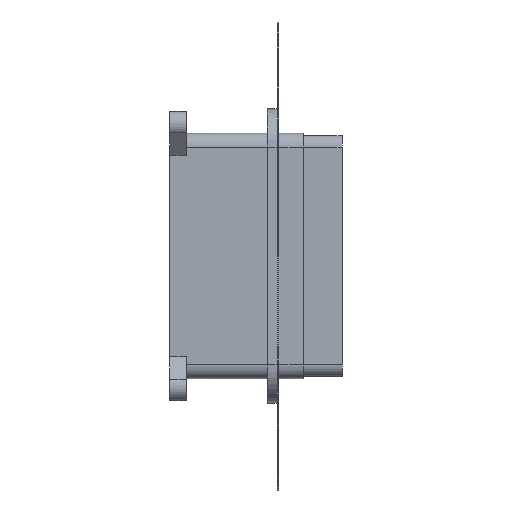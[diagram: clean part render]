
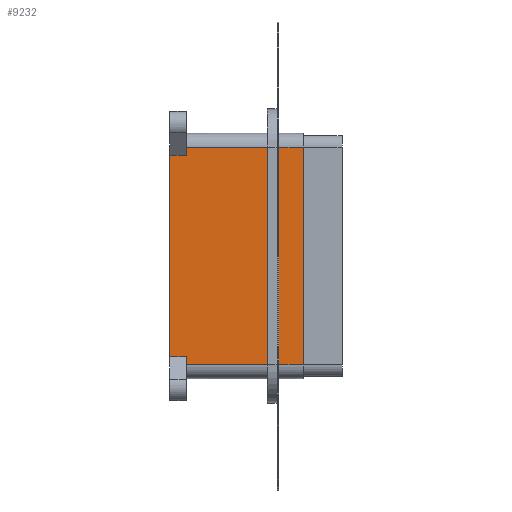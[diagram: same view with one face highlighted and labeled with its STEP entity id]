
A CAD part, left-side view. The second image highlights one B-rep face of the part: STEP entity #9232.
In plain terms, the highlighted planar face has unit normal (-1, 0, 0).
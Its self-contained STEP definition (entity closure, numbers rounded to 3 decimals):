
#647=FACE_BOUND('',#1429,.T.);
#648=FACE_BOUND('',#1430,.T.);
#649=FACE_BOUND('',#1431,.T.);
#948=FACE_OUTER_BOUND('',#1428,.T.);
#1428=EDGE_LOOP('',(#6277,#6278,#6279,#6280,#6281,#6282,#6283,#6284));
#1429=EDGE_LOOP('',(#6285,#6286,#6287,#6288));
#1430=EDGE_LOOP('',(#6289,#6290,#6291,#6292));
#1431=EDGE_LOOP('',(#6293,#6294,#6295,#6296));
#2211=LINE('',#13360,#3133);
#2212=LINE('',#13362,#3134);
#2213=LINE('',#13364,#3135);
#2214=LINE('',#13366,#3136);
#2215=LINE('',#13368,#3137);
#2216=LINE('',#13370,#3138);
#2217=LINE('',#13372,#3139);
#2218=LINE('',#13373,#3140);
#2219=LINE('',#13376,#3141);
#2220=LINE('',#13378,#3142);
#2221=LINE('',#13380,#3143);
#2222=LINE('',#13381,#3144);
#2223=LINE('',#13384,#3145);
#2224=LINE('',#13386,#3146);
#2225=LINE('',#13388,#3147);
#2226=LINE('',#13389,#3148);
#2227=LINE('',#13392,#3149);
#2228=LINE('',#13394,#3150);
#2229=LINE('',#13396,#3151);
#2230=LINE('',#13397,#3152);
#3133=VECTOR('',#10638,123.999);
#3134=VECTOR('',#10639,10.);
#3135=VECTOR('',#10640,5.);
#3136=VECTOR('',#10641,72.);
#3137=VECTOR('',#10642,134.);
#3138=VECTOR('',#10643,72.);
#3139=VECTOR('',#10644,5.);
#3140=VECTOR('',#10645,10.);
#3141=VECTOR('',#10646,10.);
#3142=VECTOR('',#10647,6.);
#3143=VECTOR('',#10648,3.);
#3144=VECTOR('',#10649,6.);
#3145=VECTOR('',#10650,6.);
#3146=VECTOR('',#10651,3.);
#3147=VECTOR('',#10652,6.);
#3148=VECTOR('',#10653,3.);
#3149=VECTOR('',#10654,3.);
#3150=VECTOR('',#10655,6.);
#3151=VECTOR('',#10656,3.);
#3152=VECTOR('',#10657,6.);
#4055=VERTEX_POINT('',#13358);
#4056=VERTEX_POINT('',#13359);
#4057=VERTEX_POINT('',#13361);
#4058=VERTEX_POINT('',#13363);
#4059=VERTEX_POINT('',#13365);
#4060=VERTEX_POINT('',#13367);
#4061=VERTEX_POINT('',#13369);
#4062=VERTEX_POINT('',#13371);
#4063=VERTEX_POINT('',#13374);
#4064=VERTEX_POINT('',#13375);
#4065=VERTEX_POINT('',#13377);
#4066=VERTEX_POINT('',#13379);
#4067=VERTEX_POINT('',#13382);
#4068=VERTEX_POINT('',#13383);
#4069=VERTEX_POINT('',#13385);
#4070=VERTEX_POINT('',#13387);
#4071=VERTEX_POINT('',#13390);
#4072=VERTEX_POINT('',#13391);
#4073=VERTEX_POINT('',#13393);
#4074=VERTEX_POINT('',#13395);
#4939=EDGE_CURVE('',#4055,#4056,#2211,.T.);
#4940=EDGE_CURVE('',#4055,#4057,#2212,.T.);
#4941=EDGE_CURVE('',#4058,#4057,#2213,.T.);
#4942=EDGE_CURVE('',#4058,#4059,#2214,.T.);
#4943=EDGE_CURVE('',#4060,#4059,#2215,.T.);
#4944=EDGE_CURVE('',#4061,#4060,#2216,.T.);
#4945=EDGE_CURVE('',#4061,#4062,#2217,.T.);
#4946=EDGE_CURVE('',#4056,#4062,#2218,.T.);
#4947=EDGE_CURVE('',#4063,#4064,#2219,.T.);
#4948=EDGE_CURVE('',#4063,#4065,#2220,.T.);
#4949=EDGE_CURVE('',#4065,#4066,#2221,.T.);
#4950=EDGE_CURVE('',#4064,#4066,#2222,.T.);
#4951=EDGE_CURVE('',#4067,#4068,#2223,.T.);
#4952=EDGE_CURVE('',#4069,#4067,#2224,.T.);
#4953=EDGE_CURVE('',#4069,#4070,#2225,.T.);
#4954=EDGE_CURVE('',#4070,#4068,#2226,.T.);
#4955=EDGE_CURVE('',#4071,#4072,#2227,.T.);
#4956=EDGE_CURVE('',#4073,#4072,#2228,.T.);
#4957=EDGE_CURVE('',#4074,#4073,#2229,.T.);
#4958=EDGE_CURVE('',#4074,#4071,#2230,.T.);
#6277=ORIENTED_EDGE('',*,*,#4939,.F.);
#6278=ORIENTED_EDGE('',*,*,#4940,.T.);
#6279=ORIENTED_EDGE('',*,*,#4941,.F.);
#6280=ORIENTED_EDGE('',*,*,#4942,.T.);
#6281=ORIENTED_EDGE('',*,*,#4943,.F.);
#6282=ORIENTED_EDGE('',*,*,#4944,.F.);
#6283=ORIENTED_EDGE('',*,*,#4945,.T.);
#6284=ORIENTED_EDGE('',*,*,#4946,.F.);
#6285=ORIENTED_EDGE('',*,*,#4947,.F.);
#6286=ORIENTED_EDGE('',*,*,#4948,.T.);
#6287=ORIENTED_EDGE('',*,*,#4949,.T.);
#6288=ORIENTED_EDGE('',*,*,#4950,.F.);
#6289=ORIENTED_EDGE('',*,*,#4951,.F.);
#6290=ORIENTED_EDGE('',*,*,#4952,.F.);
#6291=ORIENTED_EDGE('',*,*,#4953,.T.);
#6292=ORIENTED_EDGE('',*,*,#4954,.T.);
#6293=ORIENTED_EDGE('',*,*,#4955,.T.);
#6294=ORIENTED_EDGE('',*,*,#4956,.F.);
#6295=ORIENTED_EDGE('',*,*,#4957,.F.);
#6296=ORIENTED_EDGE('',*,*,#4958,.T.);
#8950=PLANE('',#9730);
#9232=ADVANCED_FACE('',(#948,#647,#648,#649),#8950,.T.);
#9730=AXIS2_PLACEMENT_3D('',#13357,#10636,#10637);
#10636=DIRECTION('center_axis',(-1.,0.,0.));
#10637=DIRECTION('ref_axis',(0.,-1.,0.));
#10638=DIRECTION('',(0.,0.,1.));
#10639=DIRECTION('',(0.,-1.,0.));
#10640=DIRECTION('',(0.,0.,1.));
#10641=DIRECTION('',(0.,-1.,0.));
#10642=DIRECTION('',(0.,0.,-1.));
#10643=DIRECTION('',(0.,-1.,0.));
#10644=DIRECTION('',(0.,0.,-1.));
#10645=DIRECTION('',(0.,-1.,0.));
#10646=DIRECTION('',(0.,-1.,0.));
#10647=DIRECTION('',(0.,0.,1.));
#10648=DIRECTION('',(0.,-1.,0.));
#10649=DIRECTION('',(0.,0.,1.));
#10650=DIRECTION('',(0.,0.,1.));
#10651=DIRECTION('',(0.,-1.,0.));
#10652=DIRECTION('',(0.,0.,1.));
#10653=DIRECTION('',(0.,-1.,0.));
#10654=DIRECTION('',(0.,-1.,0.));
#10655=DIRECTION('',(0.,0.,1.));
#10656=DIRECTION('',(0.,-1.,0.));
#10657=DIRECTION('',(0.,0.,1.));
#13357=CARTESIAN_POINT('Origin',(-42.5,-62.14,52.506));
#13358=CARTESIAN_POINT('',(-42.5,21.5,-9.493));
#13359=CARTESIAN_POINT('',(-42.5,21.5,114.506));
#13360=CARTESIAN_POINT('',(-42.5,21.5,-9.493));
#13361=CARTESIAN_POINT('',(-42.5,11.5,-9.493));
#13362=CARTESIAN_POINT('',(-42.5,21.5,-9.493));
#13363=CARTESIAN_POINT('',(-42.5,11.5,-14.494));
#13364=CARTESIAN_POINT('',(-42.5,11.5,-14.494));
#13365=CARTESIAN_POINT('',(-42.5,-60.5,-14.494));
#13366=CARTESIAN_POINT('',(-42.5,11.5,-14.494));
#13367=CARTESIAN_POINT('',(-42.5,-60.5,119.506));
#13368=CARTESIAN_POINT('',(-42.5,-60.5,119.506));
#13369=CARTESIAN_POINT('',(-42.5,11.5,119.506));
#13370=CARTESIAN_POINT('',(-42.5,11.5,119.506));
#13371=CARTESIAN_POINT('',(-42.5,11.5,114.506));
#13372=CARTESIAN_POINT('',(-42.5,11.5,119.506));
#13373=CARTESIAN_POINT('',(-42.5,21.5,114.506));
#13374=CARTESIAN_POINT('',(-42.5,-40.,102.506));
#13375=CARTESIAN_POINT('',(-42.5,-43.,102.506));
#13376=CARTESIAN_POINT('',(-42.5,-20.935,102.506));
#13377=CARTESIAN_POINT('',(-42.5,-40.,108.506));
#13378=CARTESIAN_POINT('',(-42.5,-40.,102.506));
#13379=CARTESIAN_POINT('',(-42.5,-43.,108.506));
#13380=CARTESIAN_POINT('',(-42.5,-40.,108.506));
#13381=CARTESIAN_POINT('',(-42.5,-43.,102.506));
#13382=CARTESIAN_POINT('',(-42.5,-43.,49.506));
#13383=CARTESIAN_POINT('',(-42.5,-43.,55.506));
#13384=CARTESIAN_POINT('',(-42.5,-43.,49.506));
#13385=CARTESIAN_POINT('',(-42.5,-40.,49.506));
#13386=CARTESIAN_POINT('',(-42.5,-40.,49.506));
#13387=CARTESIAN_POINT('',(-42.5,-40.,55.506));
#13388=CARTESIAN_POINT('',(-42.5,-40.,49.506));
#13389=CARTESIAN_POINT('',(-42.5,-40.,55.506));
#13390=CARTESIAN_POINT('',(-42.5,-40.,2.506));
#13391=CARTESIAN_POINT('',(-42.5,-43.,2.506));
#13392=CARTESIAN_POINT('',(-42.5,-40.,2.506));
#13393=CARTESIAN_POINT('',(-42.5,-43.,-3.494));
#13394=CARTESIAN_POINT('',(-42.5,-43.,-3.494));
#13395=CARTESIAN_POINT('',(-42.5,-40.,-3.494));
#13396=CARTESIAN_POINT('',(-42.5,-40.,-3.494));
#13397=CARTESIAN_POINT('',(-42.5,-40.,-3.494));
